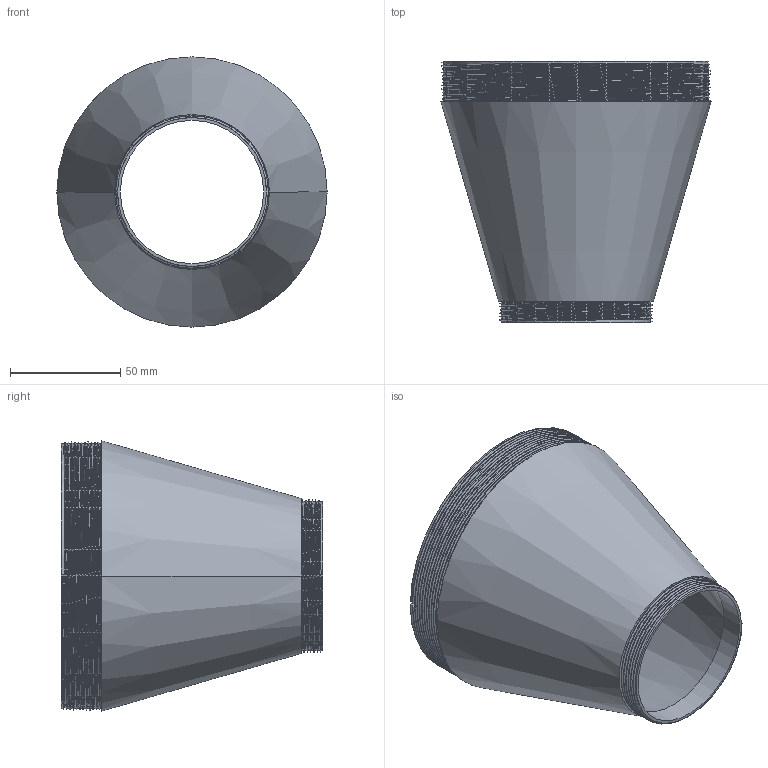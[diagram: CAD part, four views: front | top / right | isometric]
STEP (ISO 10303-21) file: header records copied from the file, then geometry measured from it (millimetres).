
FILE_DESCRIPTION (( 'STEP AP214' ), '1' );
FILE_NAME ('ﾂ淲韜 瑕瑙.STEP', '2022-05-04T17:45:10', ( '' ), ( '' ), 'SwSTEP 2.0', 'SolidWorks 2021', '' );
FILE_SCHEMA (( 'AUTOMOTIVE_DESIGN' ));
Length unit declared in the file: millimetre
Products named in the file (1): ﾂ淲韜 瑕瑙
Bounding box: 122.6 x 118.59 x 122.6 mm (x, y, z)
Volume: 86740.6 mm3; surface area: 80055.5 mm2
Topology: 1 solids, 1 shells, 67 faces, 181 edges, 117 vertices
Faces by surface type: cylinder 46, bspline 9, plane 8, cone 4
Entity records: 6242 total; most frequent: CARTESIAN_POINT 4807, ORIENTED_EDGE 362, DIRECTION 229, EDGE_CURVE 181, VERTEX_POINT 117, AXIS2_PLACEMENT_3D 84, EDGE_LOOP 70, ADVANCED_FACE 67
